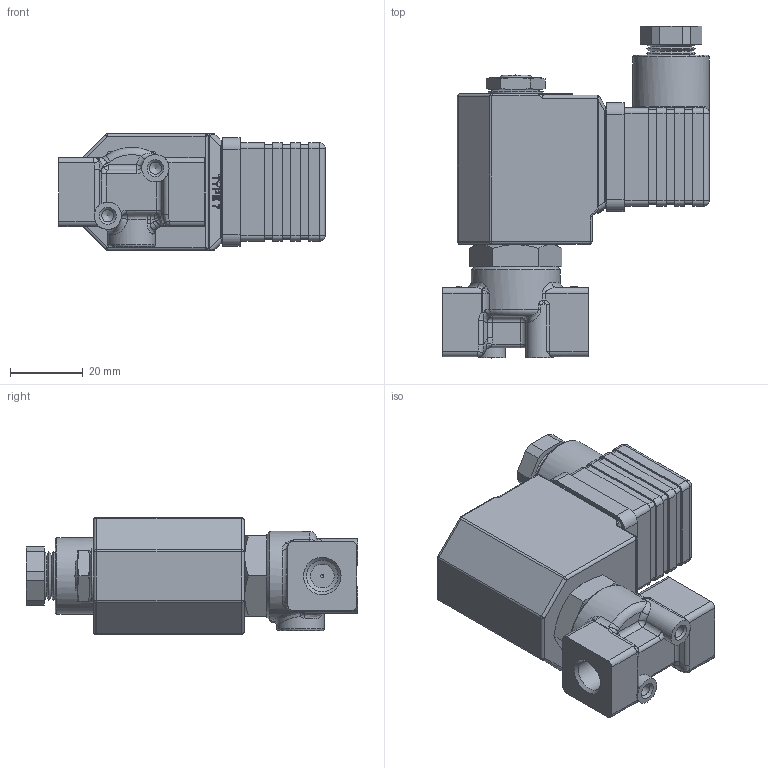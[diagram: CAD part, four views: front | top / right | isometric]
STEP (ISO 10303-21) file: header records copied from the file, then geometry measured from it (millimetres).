
FILE_DESCRIPTION(/* description */ (''),/* implementation_level */ '2;1');
FILE_NAME(/* name */ 'mo_218_24v=.stp',/* time_stamp */ '2016-06-16T12:37:02+02:00',/* author */ ('leitheußer'),/* organization */ (''),/* preprocessor_version */ 'ST-DEVELOPER v15.6',/* originating_system */ 'Autodesk Inventor LT ',/* authorisation */ '');
FILE_SCHEMA (('AUTOMOTIVE_DESIGN { 1 0 10303 214 3 1 1 }'));
Length unit declared in the file: millimetre
Products named in the file (1): RD262D____7__1P0A1_V01-NO
Bounding box: 73.2 x 91.2 x 32 mm (x, y, z)
Volume: 92099.9 mm3; surface area: 29334.7 mm2
Topology: 6 solids, 6 shells, 715 faces, 1752 edges, 1063 vertices
Faces by surface type: plane 356, cylinder 182, bspline 80, cone 48, torus 25, sphere 24
Full cylindrical faces by diameter (mm): 1 x1, 1.6 x3, 2.5 x1, 3 x1, 3.3 x2, 3.5 x1, 4.3 x1, 4.7 x1, 5 x1, 5.4 x1, 6.5 x2, 6.6 x1, 7 x1, 7.5 x2, 8.7 x3, 9.7 x1, 9.9 x1, 10 x2, 13 x1, 13.6 x1, 14.3 x1, 14.5 x1, 14.7 x1, 16 x1, 18.2 x1, 21 x1, 21.5 x1, 29 x1, 29.1 x1
Entity records: 25019 total; most frequent: CARTESIAN_POINT 8797, ORIENTED_EDGE 3262, DIRECTION 3237, EDGE_CURVE 1631, AXIS2_PLACEMENT_3D 1154, VERTEX_POINT 1041, LINE 929, VECTOR 929
